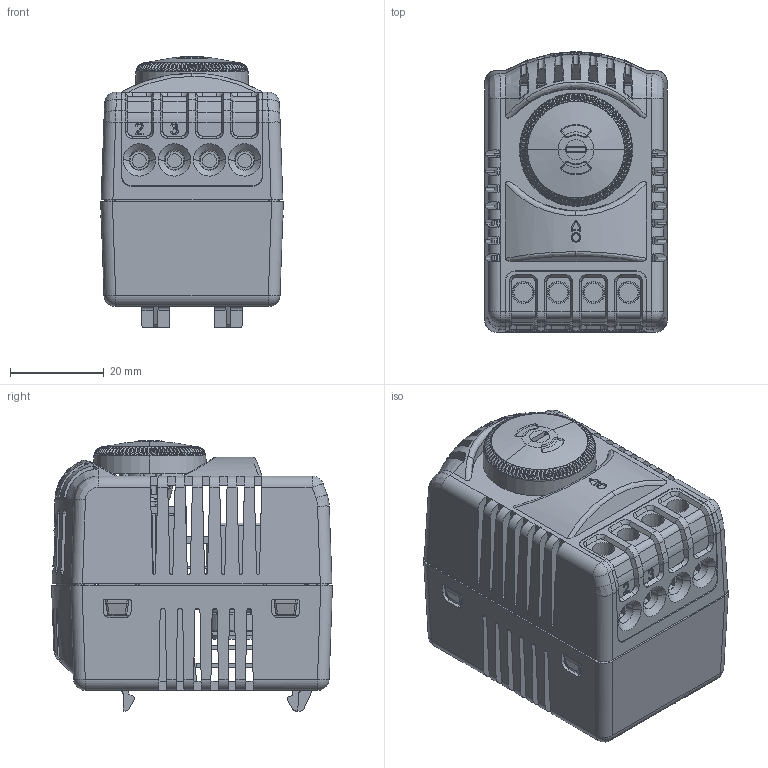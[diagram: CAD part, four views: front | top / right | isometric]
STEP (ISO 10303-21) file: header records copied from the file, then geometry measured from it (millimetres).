
FILE_DESCRIPTION((''),'2;1');
FILE_NAME('3013XX-CHANGEOVER_ASM','2024-12-02T09:13:38',('alexcam'),(''),'CREO PARAMETRIC BY PTC INC, 2023294','CREO PARAMETRIC BY PTC INC, 2023294','');
FILE_SCHEMA(('AUTOMOTIVE_DESIGN { 1 0 10303 214 1 1 1 1 }'));
Products named in the file (21): HOUSING-41616-CO-TAMPO; SOCKET-41619-CHANGEOVER; BIMETAL-BRACKET-WINGED; BIMETAL-KNOB-ICTRL; BIMETAL-DIAL; BIMETAL-BEAD-4; BIMETAL-TERMINAL-TREX; BIMETAL-CONTACT2-ICTRL; BIMETAL-BEAD-3; BIMETAL-CONTACT; BIMETAL-BEAD-3_5; BIMETAL-TERMINAL-ICTRL; BIMETAL-BRACKET-CO; BIMETAL-WASHER; BIMETAL-ELEMENT-CO; BIMETAL-SPACER-ICTRL; INTERCONTROL-TBLK-4P; BIMETAL-RESISTOR-CO; INTERCONTROL-CHANGEOVER_ASM; KNOB-41621-CO-DEG-C; 3013XX-CHANGEOVER_ASM
Assembly tree (23 placements, depth 3):
  3013XX-CHANGEOVER_ASM
    HOUSING-41616-CO-TAMPO
    SOCKET-41619-CHANGEOVER
    INTERCONTROL-CHANGEOVER_ASM
      BIMETAL-BRACKET-WINGED
      BIMETAL-KNOB-ICTRL
      BIMETAL-DIAL
      BIMETAL-BEAD-4  x2
      BIMETAL-TERMINAL-TREX  x2
      BIMETAL-CONTACT2-ICTRL
      BIMETAL-BEAD-3
      BIMETAL-CONTACT  x2
      BIMETAL-BEAD-3_5
      BIMETAL-TERMINAL-ICTRL
      BIMETAL-BRACKET-CO
      BIMETAL-WASHER
      BIMETAL-ELEMENT-CO
      BIMETAL-SPACER-ICTRL
      INTERCONTROL-TBLK-4P
      BIMETAL-RESISTOR-CO
    KNOB-41621-CO-DEG-C
Bounding box: 39 x 60 x 57.7 mm (x, y, z)
Volume: 33553.2 mm3; surface area: 45985.5 mm2
Topology: 22 solids, 22 shells, 3284 faces, 9233 edges, 5937 vertices
Faces by surface type: plane 1695, cylinder 588, bspline 562, cone 186, extrusion 160, torus 72, sphere 21
Entity records: 160157 total; most frequent: CARTESIAN_POINT 55941, ORIENTED_EDGE 18210, DIRECTION 11720, EDGE_CURVE 9105, PRESENTATION_STYLE_ASSIGNMENT 9093, STYLED_ITEM 9038, CURVE_STYLE 9013, VERTEX_POINT 5859
